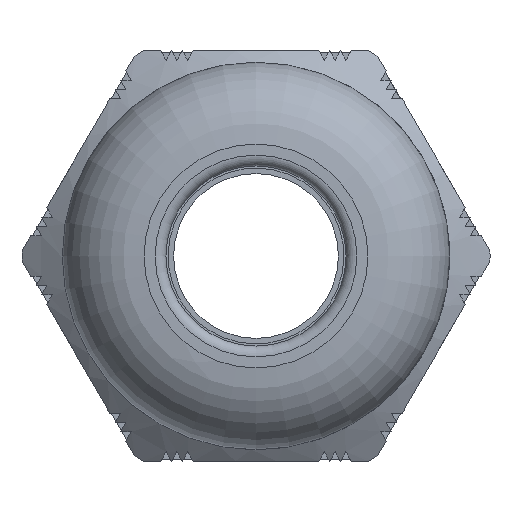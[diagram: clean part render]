
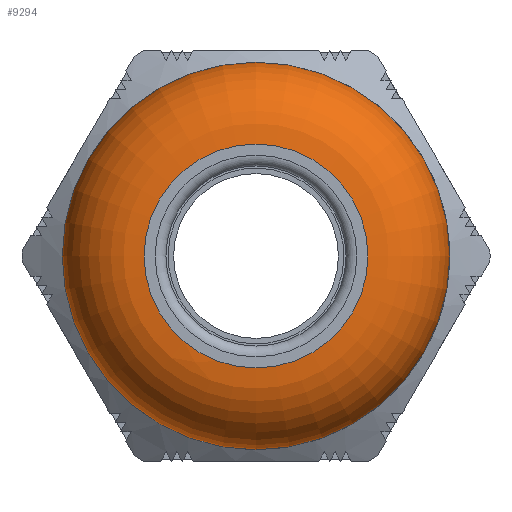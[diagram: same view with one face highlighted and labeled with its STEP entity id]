
A CAD part, left-side view. The second image highlights one B-rep face of the part: STEP entity #9294.
In plain terms, the highlighted toroidal (fillet/blend) face has major radius 5.19 mm and minor radius 3.79 mm.
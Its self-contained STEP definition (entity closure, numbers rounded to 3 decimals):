
#123=TOROIDAL_SURFACE('',#10017,5.19,3.79);
#1711=FACE_BOUND('',#2628,.T.);
#2113=FACE_OUTER_BOUND('',#2627,.T.);
#2627=EDGE_LOOP('',(#7114));
#2628=EDGE_LOOP('',(#7115));
#2953=CIRCLE('',#9888,5.19);
#2981=CIRCLE('',#10016,8.98);
#3533=VERTEX_POINT('',#25454);
#3729=VERTEX_POINT('',#26198);
#4627=EDGE_CURVE('',#3533,#3533,#2953,.T.);
#4919=EDGE_CURVE('',#3729,#3729,#2981,.T.);
#7114=ORIENTED_EDGE('',*,*,#4919,.T.);
#7115=ORIENTED_EDGE('',*,*,#4627,.F.);
#9294=ADVANCED_FACE('',(#2113,#1711),#123,.T.);
#9888=AXIS2_PLACEMENT_3D('',#25455,#11601,#11602);
#10016=AXIS2_PLACEMENT_3D('',#26199,#12043,#12044);
#10017=AXIS2_PLACEMENT_3D('',#26200,#12045,#12046);
#11601=DIRECTION('center_axis',(-1.,0.,0.));
#11602=DIRECTION('ref_axis',(0.,0.866,0.5));
#12043=DIRECTION('center_axis',(-1.,0.,0.));
#12044=DIRECTION('ref_axis',(0.,0.866,0.5));
#12045=DIRECTION('center_axis',(-1.,0.,0.));
#12046=DIRECTION('ref_axis',(0.,0.866,0.5));
#25454=CARTESIAN_POINT('',(-38.75,2.595,-4.495));
#25455=CARTESIAN_POINT('Origin',(-38.75,0.,0.));
#26198=CARTESIAN_POINT('',(-34.96,4.49,-7.777));
#26199=CARTESIAN_POINT('Origin',(-34.96,0.,0.));
#26200=CARTESIAN_POINT('Origin',(-34.96,0.,0.));
